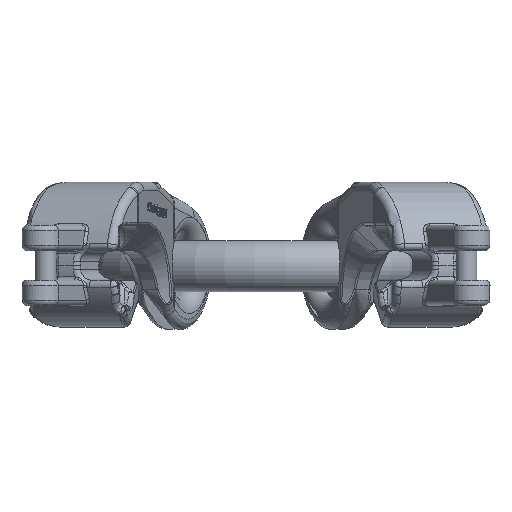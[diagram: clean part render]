
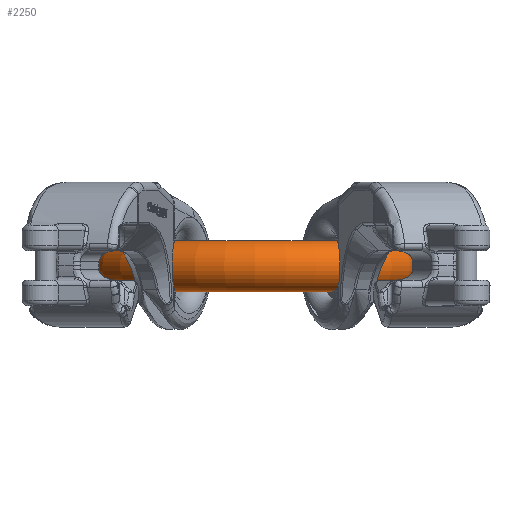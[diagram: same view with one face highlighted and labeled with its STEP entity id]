
A CAD part, front view. The second image highlights one B-rep face of the part: STEP entity #2250.
In plain terms, the highlighted toroidal (fillet/blend) face has major radius 57 mm and minor radius 9.5 mm.
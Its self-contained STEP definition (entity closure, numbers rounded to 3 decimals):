
#1759=TOROIDAL_SURFACE('',#18984,57.,9.5);
#2250=ADVANCED_FACE('',(#4263,#4264),#1759,.T.);
#3714=CIRCLE('',#18975,9.5);
#3715=CIRCLE('',#18977,9.5);
#4263=FACE_BOUND('',#4376,.T.);
#4264=FACE_BOUND('',#4377,.T.);
#4376=EDGE_LOOP('',(#6830));
#4377=EDGE_LOOP('',(#6831));
#6830=ORIENTED_EDGE('',*,*,#14012,.F.);
#6831=ORIENTED_EDGE('',*,*,#14011,.T.);
#12299=VERTEX_POINT('',#25135);
#12300=VERTEX_POINT('',#25138);
#14011=EDGE_CURVE('',#12299,#12299,#3714,.T.);
#14012=EDGE_CURVE('',#12300,#12300,#3715,.T.);
#18975=AXIS2_PLACEMENT_3D('',#25134,#20480,#20481);
#18977=AXIS2_PLACEMENT_3D('',#25137,#20484,#20485);
#18984=AXIS2_PLACEMENT_3D('',#25148,#20498,#20499);
#20480=DIRECTION('',(0.,-1.,0.));
#20481=DIRECTION('',(-1.,0.,0.));
#20484=DIRECTION('',(0.,1.,0.));
#20485=DIRECTION('',(1.,0.,0.));
#20498=DIRECTION('',(0.,0.,1.));
#20499=DIRECTION('',(1.,0.,0.));
#25134=CARTESIAN_POINT('',(57.,-4.,0.));
#25135=CARTESIAN_POINT('',(47.5,-4.,0.));
#25137=CARTESIAN_POINT('',(-57.,-4.,0.));
#25138=CARTESIAN_POINT('',(-47.5,-4.,0.));
#25148=CARTESIAN_POINT('',(0.,-4.,0.));
